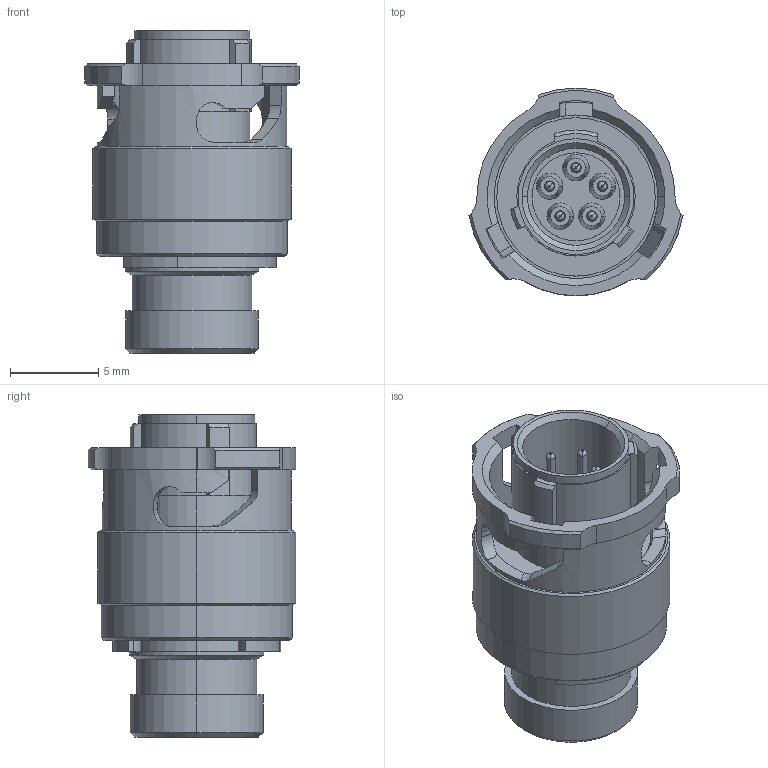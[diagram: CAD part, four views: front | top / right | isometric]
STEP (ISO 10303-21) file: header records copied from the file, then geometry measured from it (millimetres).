
FILE_DESCRIPTION (( 'STEP AP214' ), '1' );
FILE_NAME ('ASU603-05PA-HE.STEP', '2014-10-24T09:01:44', ( 'TE Connectivity' ), ( 'TE Connectivity' ), 'SwSTEP 2.0', 'SolidWorks 2014', '' );
FILE_SCHEMA (( 'AUTOMOTIVE_DESIGN' ));
Length unit declared in the file: millimetre
Products named in the file (1): ASU603-05PA-HE
Bounding box: 12.16 x 11.8 x 18.3 mm (x, y, z)
Volume: 869.5 mm3; surface area: 2354.2 mm2
Topology: 18 solids, 18 shells, 494 faces, 1184 edges, 740 vertices
Faces by surface type: cylinder 248, plane 119, cone 89, torus 28, sphere 10
Entity records: 20164 total; most frequent: DIRECTION 2708, CARTESIAN_POINT 2668, ORIENTED_EDGE 2328, EDGE_CURVE 1164, AXIS2_PLACEMENT_3D 1112, VERTEX_POINT 730, CIRCLE 617, EDGE_LOOP 570
